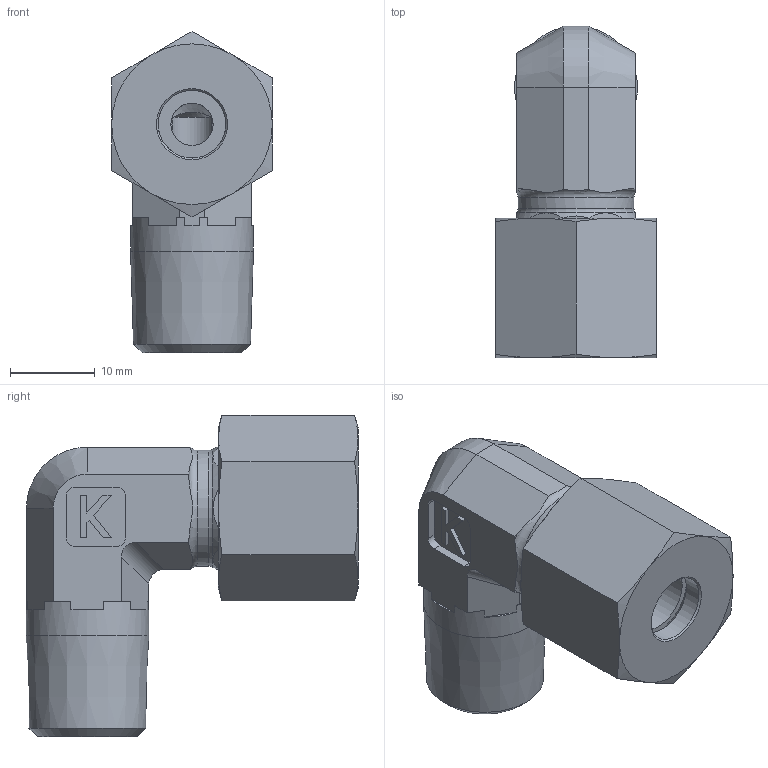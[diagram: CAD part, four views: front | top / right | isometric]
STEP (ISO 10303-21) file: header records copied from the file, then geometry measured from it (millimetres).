
FILE_DESCRIPTION((''),'2;1');
FILE_NAME('22003081416.stp','2014-08-26T10:56:07',(''),('KNOMI spol. s r. o.'),'Autodesk Inventor 2012','Autodesk Inventor 2012','');
FILE_SCHEMA(('AUTOMOTIVE_DESIGN { 1 2 10303 214 0 1 1 1 }'));
Length unit declared in the file: millimetre
Products named in the file (4): LHCM3 8LMkuž M14x1,5/M16x1; 21003 081416; 3980816; 40108
Assembly tree (3 placements, depth 2):
  LHCM3 8LMkuž M14x1,5/M16x1
    21003 081416
    3980816
    40108
Bounding box: 19 x 39.27 x 37.97 mm (x, y, z)
Volume: 10407.6 mm3; surface area: 6304.8 mm2
Topology: 3 solids, 3 shells, 136 faces, 336 edges, 218 vertices
Faces by surface type: plane 77, cone 33, cylinder 23, torus 3
Full cylindrical faces by diameter (mm): 5 x2, 8 x3, 10 x1, 12 x1, 13.7 x1, 14.376 x1, 14.532 x1, 16 x1
Entity records: 4096 total; most frequent: CARTESIAN_POINT 818, DIRECTION 638, ORIENTED_EDGE 582, EDGE_CURVE 291, AXIS2_PLACEMENT_3D 243, VERTEX_POINT 195, EDGE_LOOP 176, VECTOR 152
